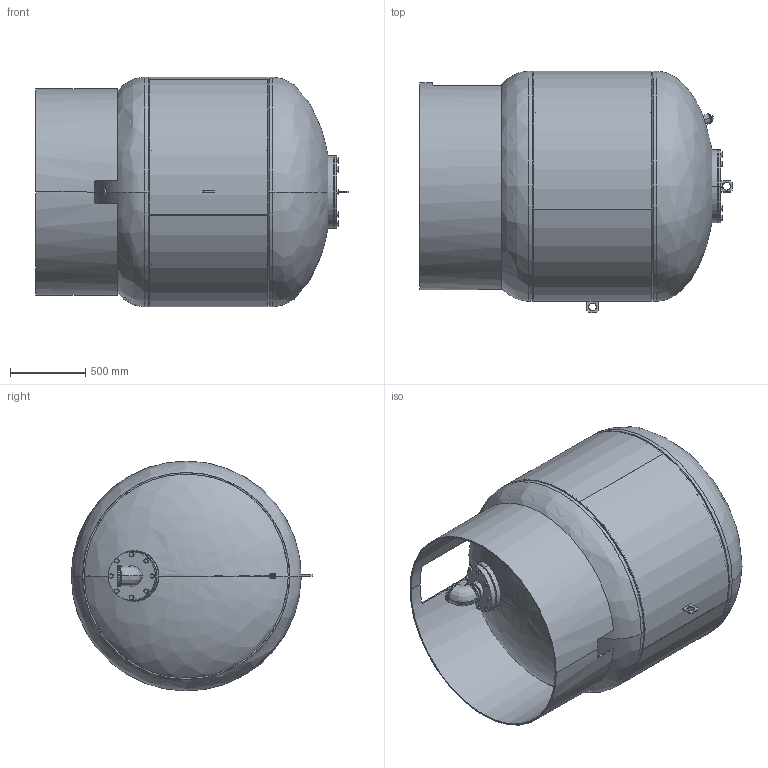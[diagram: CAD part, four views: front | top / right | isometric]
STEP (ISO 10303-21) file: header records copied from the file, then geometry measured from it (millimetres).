
FILE_DESCRIPTION (( 'STEP AP203' ), '1' );
FILE_NAME ('WX-458C (187A013).STEP', '2023-11-16T20:07:08', ( '' ), ( '' ), 'SwSTEP 2.0', 'SolidWorks 2022', '' );
FILE_SCHEMA (( 'CONFIG_CONTROL_DESIGN' ));
Length unit declared in the file: inch
Products named in the file (26): 184-042; 187-115; 187-130_Default<As Machined>; 117X107; 117-1064_WITH COUPLING; 187-128; 187-117; 176-090; 187-119; WX-458C (187A013); 9403-048; 187-113; 187-127_44615K343; 176-036; 187-114; 187-124; 187-130; 9405-175_9405-175; 187-116; 187-118; 9403-047; 9403-217; 187-121; 9401-106; 187-125; 176-007
Assembly tree (40 placements, depth 4):
  WX-458C (187A013)
    187-119
      187-124
      9403-048
      187-121
      176-036
    187-130
      187-130_Default<As Machined>
      184-042
    187-117
      187-118
      187-115
      117-1064_WITH COUPLING
        9403-047
        9403-217
    176-007
    187-113
      187-116
      184-042
    187-128
      187-125
        176-090
        187-127_44615K343
      9401-106
    187-114
    117X107  x8
    9405-175_9405-175  x8
Bounding box: 2074.16 x 1600.2 x 1524 mm (x, y, z)
Volume: 106047562.7 mm3; surface area: 24458499.6 mm2
Topology: 34 solids, 42 shells, 1428 faces, 3726 edges, 2370 vertices
Faces by surface type: cylinder 766, cone 274, plane 244, bspline 112, torus 32
Entity records: 53442 total; most frequent: CARTESIAN_POINT 36210, ORIENTED_EDGE 3060, DIRECTION 2815, EDGE_CURVE 1530, AXIS2_PLACEMENT_3D 1131, VERTEX_POINT 961, EDGE_LOOP 729, FACE_OUTER_BOUND 627
